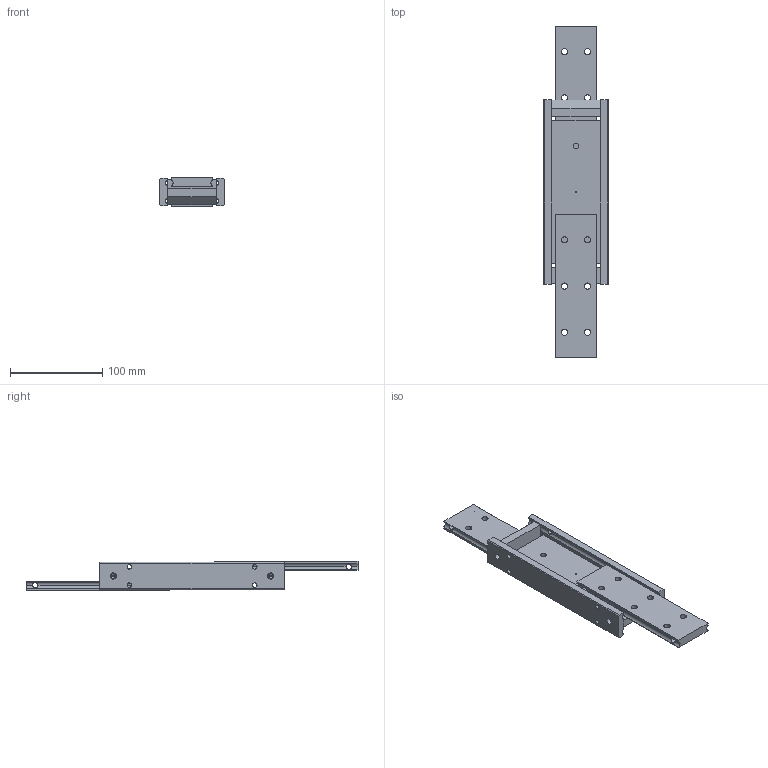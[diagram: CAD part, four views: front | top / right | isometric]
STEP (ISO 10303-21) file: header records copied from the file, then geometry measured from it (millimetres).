
FILE_DESCRIPTION((''),'2;1');
FILE_NAME('DTSB-70 200.stp','2021-04-16T14:15:15',(''),(''),'Mechanical Desktop 2006','Mechanical Desktop 2006',', , ');
FILE_SCHEMA(('CONFIG_CONTROL_DESIGN'));
Length unit declared in the file: millimetre
Products named in the file (4): DTSB-70 A; OUTER BEAM; MAIN PROFILE; STOPPER
Assembly tree (5 placements, depth 2):
  DTSB-70 A
    OUTER BEAM  x2
    MAIN PROFILE
    STOPPER  x2
Bounding box: 70 x 360 x 32 mm (x, y, z)
Volume: 294722.3 mm3; surface area: 99102.8 mm2
Topology: 5 solids, 7 shells, 194 faces, 564 edges, 365 vertices
Faces by surface type: cylinder 114, plane 70, cone 10
Entity records: 5424 total; most frequent: CARTESIAN_POINT 1603, ORIENTED_EDGE 782, DIRECTION 765, EDGE_CURVE 391, AXIS2_PLACEMENT_3D 283, VERTEX_POINT 257, VECTOR 199, LINE 199
